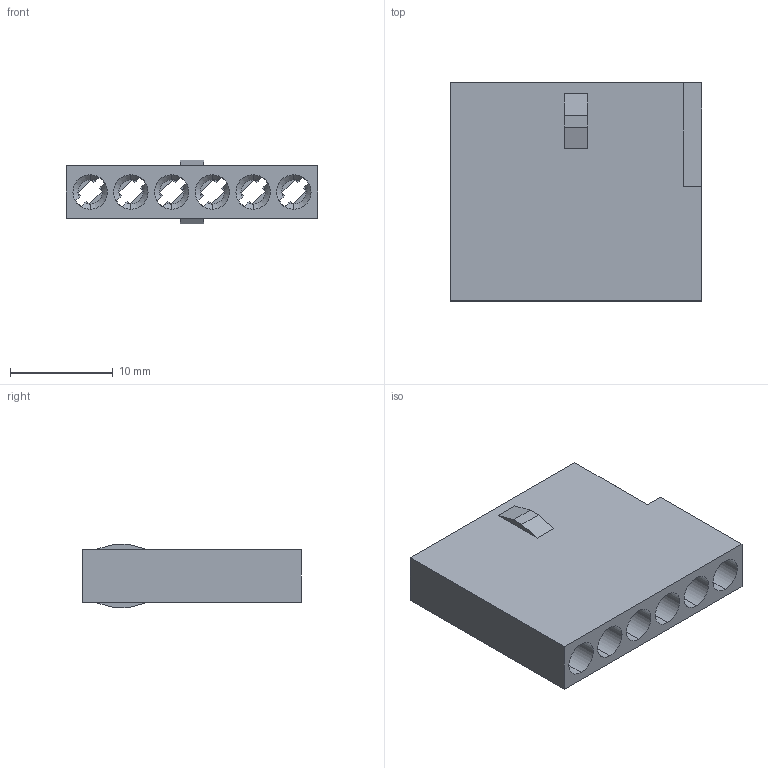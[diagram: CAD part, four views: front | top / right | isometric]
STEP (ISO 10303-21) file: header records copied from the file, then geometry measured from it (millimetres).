
FILE_DESCRIPTION (( 'STEP AP203' ), '1' );
FILE_NAME ('556-006-000-101.STEP', '2020-03-13T15:09:27', ( '' ), ( '' ), 'SwSTEP 2.0', 'SolidWorks 2016', '' );
FILE_SCHEMA (( 'CONFIG_CONTROL_DESIGN' ));
Length unit declared in the file: millimetre
Products named in the file (2): 556-210-001_556-006-000-101; 556-006-000-101
Assembly tree (1 placements, depth 2):
  556-006-000-101
    556-210-001_556-006-000-101
Bounding box: 24.46 x 21.21 x 6.22 mm (x, y, z)
Volume: 1691.9 mm3; surface area: 2878.6 mm2
Topology: 1 solids, 1 shells, 176 faces, 504 edges, 332 vertices
Faces by surface type: plane 128, cylinder 36, cone 12
Entity records: 6024 total; most frequent: CARTESIAN_POINT 1232, ORIENTED_EDGE 1008, DIRECTION 912, EDGE_CURVE 504, VERTEX_POINT 332, VECTOR 312, LINE 312, AXIS2_PLACEMENT_3D 300
